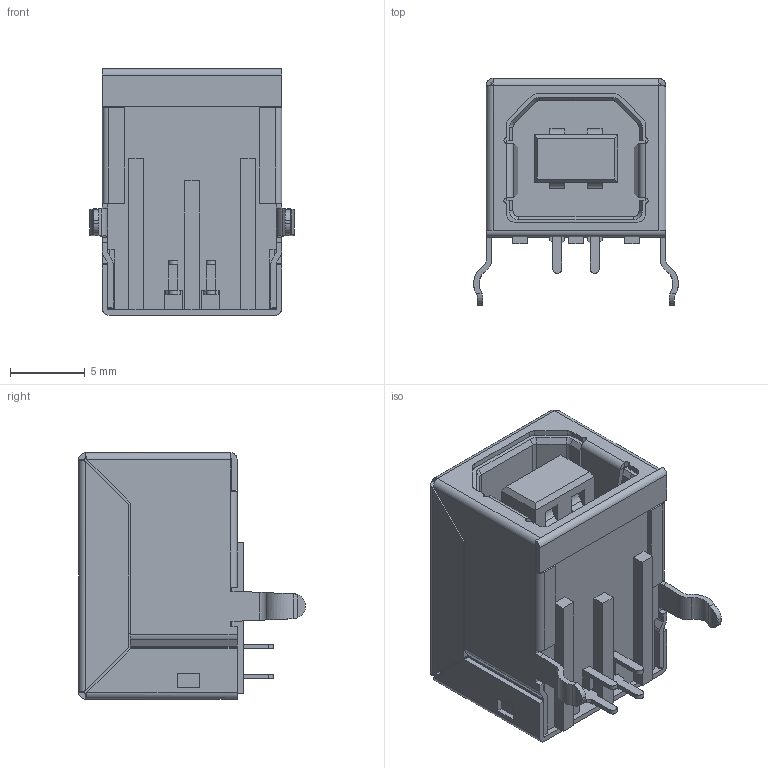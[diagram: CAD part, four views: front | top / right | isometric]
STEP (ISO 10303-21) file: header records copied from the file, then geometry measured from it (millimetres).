
FILE_DESCRIPTION(/* description */ ('STEP AP214'),/* implementation_level */ '2;1');
FILE_NAME(/* name */ '602813661749c9158b1c00ef',/* time_stamp */ '2021-02-13T17:59:03+00:00',/* author */ (''),/* organization */ (''),/* preprocessor_version */ 'ST-DEVELOPER v18.1',/* originating_system */ ' ',/* authorisation */ ' ');
FILE_SCHEMA (('AUTOMOTIVE_DESIGN {1 0 10303 214 3 1 1}'));
Length unit declared in the file: metre
Products named in the file (5): USB Type B; usb btm contact; usb top contact; USB SHELL; USB core
Assembly tree (6 placements, depth 2):
  USB Type B
    usb btm contact  x2
    usb top contact  x2
    USB SHELL
    USB core
Bounding box: 13.72 x 15.2 x 16.5 mm (x, y, z)
Volume: 1564 mm3; surface area: 3418.4 mm2
Topology: 6 solids, 6 shells, 368 faces, 984 edges, 622 vertices
Faces by surface type: plane 256, cylinder 94, bspline 12, cone 6
Entity records: 10446 total; most frequent: CARTESIAN_POINT 2165, ORIENTED_EDGE 1740, DIRECTION 1636, EDGE_CURVE 870, LINE 690, VECTOR 690, VERTEX_POINT 546, AXIS2_PLACEMENT_3D 473
